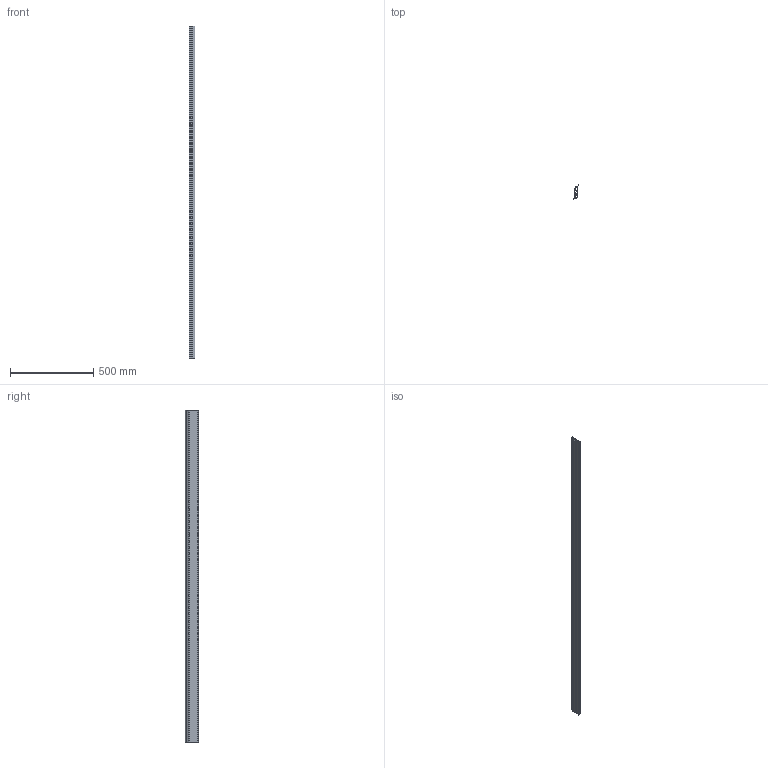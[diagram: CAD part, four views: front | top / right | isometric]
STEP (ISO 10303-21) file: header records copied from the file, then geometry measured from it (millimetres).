
FILE_DESCRIPTION (( 'STEP AP214' ), '1' );
FILE_NAME ('6132215.stp', '2024-09-05T09:42:47', ( '' ), ( '' ), 'SwSTEP 2.0', 'SolidWorks 2022', '' );
FILE_SCHEMA (( 'AUTOMOTIVE_DESIGN' ));
Length unit declared in the file: millimetre
Products named in the file (3): 6132215; 162515_2000; 162333_Dichtlippe
Assembly tree (2 placements, depth 2):
  6132215
    162515_2000
    162333_Dichtlippe
Bounding box: 32.68 x 82.68 x 2000 mm (x, y, z)
Volume: 761441.1 mm3; surface area: 1023469.1 mm2
Topology: 4 solids, 4 shells, 96 faces, 290 edges, 202 vertices
Faces by surface type: plane 54, cylinder 42
Full cylindrical faces by diameter (mm): 6.1 x26
Entity records: 4230 total; most frequent: DIRECTION 524, CARTESIAN_POINT 515, ORIENTED_EDGE 476, EDGE_CURVE 238, AXIS2_PLACEMENT_3D 185, VERTEX_POINT 176, EDGE_LOOP 174, VECTOR 154
